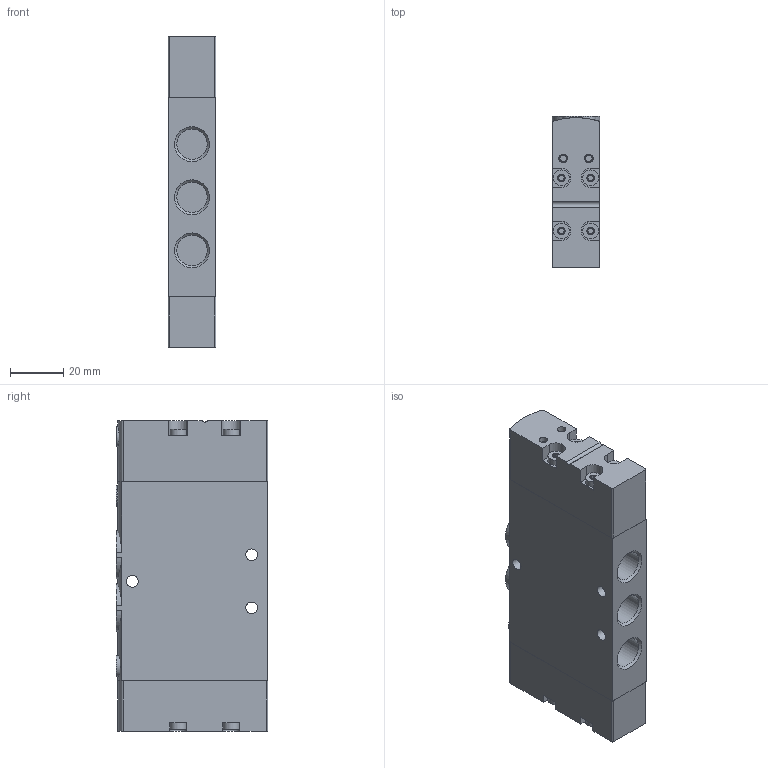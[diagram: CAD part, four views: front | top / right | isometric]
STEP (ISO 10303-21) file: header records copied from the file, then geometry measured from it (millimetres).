
FILE_DESCRIPTION(/* description */ ('STEP AP214'),/* implementation_level */ '2;1');
FILE_NAME(/* name */ '550154_CPE18-P1-5LS-1_4',/* time_stamp */ '2024-08-06T20:52:47+02:00',/* author */ ('License CC BY-ND 4.0'),/* organization */ ('CADENAS'),/* preprocessor_version */ 'ST-DEVELOPER v19.3',/* originating_system */ 'PARTsolutions',/* authorisation */ ' ');
FILE_SCHEMA (('AUTOMOTIVE_DESIGN {1 0 10303 214 3 1 1}'));
Length unit declared in the file: millimetre
Products named in the file (4): 550154 CPE18-P1-5LS-1/4; CPE18-...-5; CPV18-P1_; CPV18-P1_2_
Assembly tree (3 placements, depth 2):
  550154 CPE18-P1-5LS-1/4
    CPE18-...-5
    CPV18-P1_
    CPV18-P1_2_
Bounding box: 18 x 57 x 117 mm (x, y, z)
Volume: 109331.1 mm3; surface area: 27495.7 mm2
Topology: 3 solids, 3 shells, 285 faces, 683 edges, 437 vertices
Faces by surface type: cylinder 150, plane 75, cone 60
Full cylindrical faces by diameter (mm): 2.459 x2, 3.2 x4, 4.134 x3, 4.4 x3, 6 x8, 7.5 x1, 8 x2, 11.445 x5
Entity records: 8385 total; most frequent: CARTESIAN_POINT 1907, DIRECTION 1318, ORIENTED_EDGE 1276, EDGE_CURVE 638, AXIS2_PLACEMENT_3D 542, VERTEX_POINT 432, EDGE_LOOP 364, FACE_BOUND 364
